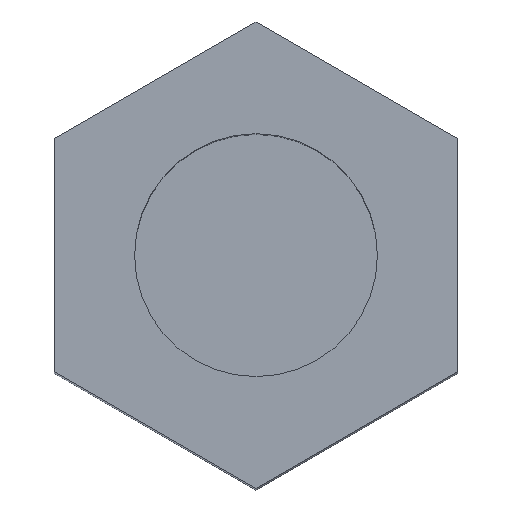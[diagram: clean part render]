
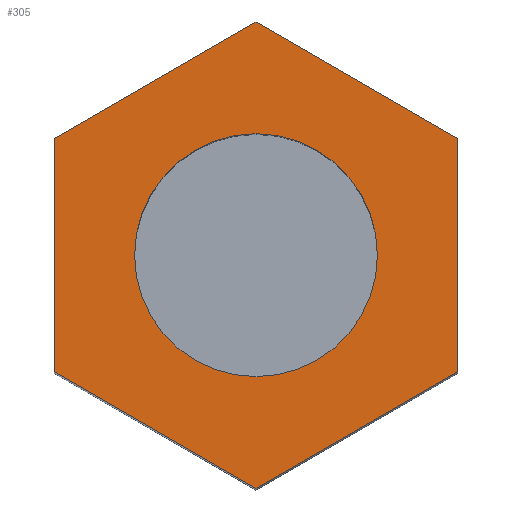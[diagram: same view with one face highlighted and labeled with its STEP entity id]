
A CAD part, top view. The second image highlights one B-rep face of the part: STEP entity #305.
In plain terms, the highlighted planar face has unit normal (0, 0, 1).
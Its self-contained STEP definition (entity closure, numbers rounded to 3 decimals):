
#212=CARTESIAN_POINT('Vertex',(-1.503,0.,12.)) ;
#215=CARTESIAN_POINT('Axis2P3D Location',(0.,0.,12.)) ;
#219=CARTESIAN_POINT('Vertex',(1.503,0.,12.)) ;
#234=CARTESIAN_POINT('Axis2P3D Location',(0.,0.,12.)) ;
#246=CARTESIAN_POINT('Axis2P3D Location',(0.,0.,12.)) ;
#251=CARTESIAN_POINT('Line Origine',(2.5,0.,12.)) ;
#255=CARTESIAN_POINT('Vertex',(2.5,-1.443,12.)) ;
#257=CARTESIAN_POINT('Vertex',(2.5,1.443,12.)) ;
#260=CARTESIAN_POINT('Line Origine',(1.25,2.165,12.)) ;
#264=CARTESIAN_POINT('Vertex',(0.,2.887,12.)) ;
#267=CARTESIAN_POINT('Line Origine',(-1.25,2.165,12.)) ;
#271=CARTESIAN_POINT('Vertex',(-2.5,1.443,12.)) ;
#274=CARTESIAN_POINT('Line Origine',(-2.5,0.,12.)) ;
#278=CARTESIAN_POINT('Vertex',(-2.5,-1.443,12.)) ;
#281=CARTESIAN_POINT('Line Origine',(-1.25,-2.165,12.)) ;
#285=CARTESIAN_POINT('Vertex',(0.,-2.887,12.)) ;
#288=CARTESIAN_POINT('Line Origine',(1.25,-2.165,12.)) ;
#216=DIRECTION('Axis2P3D Direction',(0.,0.,1.)) ;
#235=DIRECTION('Axis2P3D Direction',(0.,0.,1.)) ;
#247=DIRECTION('Axis2P3D Direction',(0.,0.,1.)) ;
#248=DIRECTION('Axis2P3D XDirection',(1.,0.,0.)) ;
#252=DIRECTION('Vector Direction',(0.,1.,0.)) ;
#261=DIRECTION('Vector Direction',(-0.866,0.5,0.)) ;
#268=DIRECTION('Vector Direction',(-0.866,-0.5,0.)) ;
#275=DIRECTION('Vector Direction',(0.,-1.,0.)) ;
#282=DIRECTION('Vector Direction',(0.866,-0.5,0.)) ;
#289=DIRECTION('Vector Direction',(0.866,0.5,0.)) ;
#217=AXIS2_PLACEMENT_3D('Circle Axis2P3D',#215,#216,$) ;
#236=AXIS2_PLACEMENT_3D('Circle Axis2P3D',#234,#235,$) ;
#249=AXIS2_PLACEMENT_3D('Plane Axis2P3D',#246,#247,#248) ;
#294=ORIENTED_EDGE('',*,*,#259,.T.) ;
#295=ORIENTED_EDGE('',*,*,#266,.T.) ;
#296=ORIENTED_EDGE('',*,*,#273,.T.) ;
#297=ORIENTED_EDGE('',*,*,#280,.T.) ;
#298=ORIENTED_EDGE('',*,*,#287,.T.) ;
#299=ORIENTED_EDGE('',*,*,#292,.T.) ;
#302=ORIENTED_EDGE('',*,*,#238,.F.) ;
#303=ORIENTED_EDGE('',*,*,#221,.F.) ;
#304=FACE_BOUND('',#301,.T.) ;
#253=VECTOR('Line Direction',#252,1.) ;
#262=VECTOR('Line Direction',#261,1.) ;
#269=VECTOR('Line Direction',#268,1.) ;
#276=VECTOR('Line Direction',#275,1.) ;
#283=VECTOR('Line Direction',#282,1.) ;
#290=VECTOR('Line Direction',#289,1.) ;
#305=ADVANCED_FACE('PartBody',(#300,#304),#250,.T.) ;
#218=CIRCLE('generated circle',#217,1.503) ;
#237=CIRCLE('generated circle',#236,1.503) ;
#221=EDGE_CURVE('',#213,#220,#218,.T.) ;
#238=EDGE_CURVE('',#220,#213,#237,.T.) ;
#259=EDGE_CURVE('',#256,#258,#254,.T.) ;
#266=EDGE_CURVE('',#258,#265,#263,.T.) ;
#273=EDGE_CURVE('',#265,#272,#270,.T.) ;
#280=EDGE_CURVE('',#272,#279,#277,.T.) ;
#287=EDGE_CURVE('',#279,#286,#284,.T.) ;
#292=EDGE_CURVE('',#286,#256,#291,.T.) ;
#293=EDGE_LOOP('',(#294,#295,#296,#297,#298,#299)) ;
#301=EDGE_LOOP('',(#302,#303)) ;
#300=FACE_OUTER_BOUND('',#293,.T.) ;
#254=LINE('Line',#251,#253) ;
#263=LINE('Line',#260,#262) ;
#270=LINE('Line',#267,#269) ;
#277=LINE('Line',#274,#276) ;
#284=LINE('Line',#281,#283) ;
#291=LINE('Line',#288,#290) ;
#250=PLANE('Plane',#249) ;
#213=VERTEX_POINT('',#212) ;
#220=VERTEX_POINT('',#219) ;
#256=VERTEX_POINT('',#255) ;
#258=VERTEX_POINT('',#257) ;
#265=VERTEX_POINT('',#264) ;
#272=VERTEX_POINT('',#271) ;
#279=VERTEX_POINT('',#278) ;
#286=VERTEX_POINT('',#285) ;
